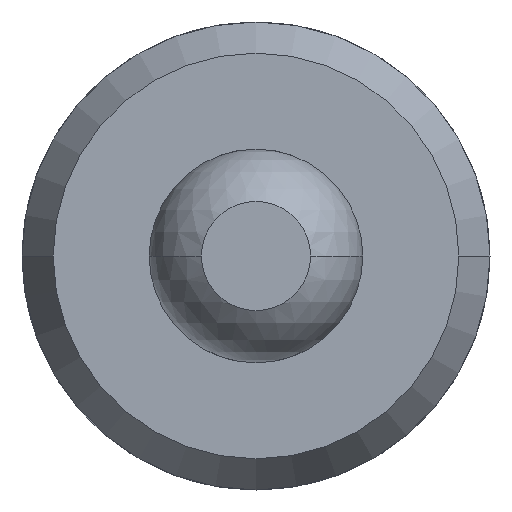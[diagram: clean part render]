
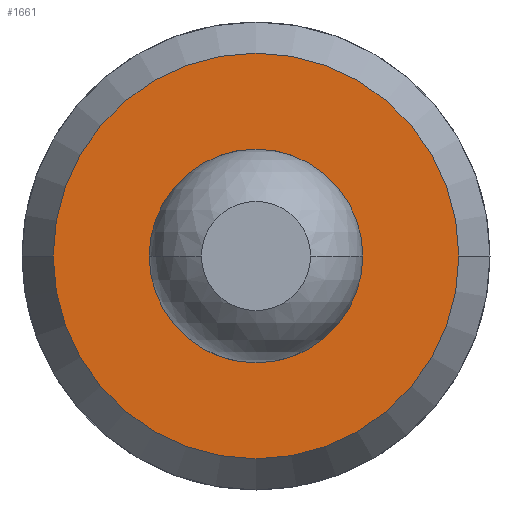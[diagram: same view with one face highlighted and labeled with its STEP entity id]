
A CAD part, front view. The second image highlights one B-rep face of the part: STEP entity #1661.
In plain terms, the highlighted planar face has unit normal (0, -1, 0).
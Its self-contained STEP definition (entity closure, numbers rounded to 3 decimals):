
#81 = DIRECTION ( 'NONE',  ( 0., 1., 0. ) ) ;
#290 = ORIENTED_EDGE ( 'NONE', *, *, #3627, .T. ) ;
#390 = AXIS2_PLACEMENT_3D ( 'NONE', #4761, #2085, #2963 ) ;
#640 = DIRECTION ( 'NONE',  ( 0., -1., 0. ) ) ;
#1027 = FACE_BOUND ( 'NONE', #1622, .T. ) ;
#1139 = AXIS2_PLACEMENT_3D ( 'NONE', #1515, #640, #1960 ) ;
#1169 = DIRECTION ( 'NONE',  ( -1., 0., 0. ) ) ;
#1200 = CIRCLE ( 'NONE', #5309, 0.45 ) ;
#1515 = CARTESIAN_POINT ( 'NONE',  ( 0., 6.4, 0. ) ) ;
#1622 = EDGE_LOOP ( 'NONE', ( #4572, #4251 ) ) ;
#1661 = ADVANCED_FACE ( 'Defeature ausgef�hrt1_33', ( #2000, #1027 ), #2850, .F. ) ;
#1916 = ORIENTED_EDGE ( 'NONE', *, *, #4837, .T. ) ;
#1959 = DIRECTION ( 'NONE',  ( -1., 0., 0. ) ) ;
#1960 = DIRECTION ( 'NONE',  ( -1., 0., 0. ) ) ;
#2000 = FACE_OUTER_BOUND ( 'NONE', #3198, .T. ) ;
#2085 = DIRECTION ( 'NONE',  ( 0., -1., 0. ) ) ;
#2153 = CARTESIAN_POINT ( 'NONE',  ( -1.3, 6.4, 0. ) ) ;
#2186 = VERTEX_POINT ( 'NONE', #5141 ) ;
#2621 = VERTEX_POINT ( 'NONE', #4236 ) ;
#2689 = DIRECTION ( 'NONE',  ( -1., 0., 0. ) ) ;
#2850 = PLANE ( 'NONE',  #3281 ) ;
#2963 = DIRECTION ( 'NONE',  ( -1., 0., 0. ) ) ;
#3198 = EDGE_LOOP ( 'NONE', ( #290, #1916 ) ) ;
#3281 = AXIS2_PLACEMENT_3D ( 'NONE', #4088, #4595, #1959 ) ;
#3331 = VERTEX_POINT ( 'NONE', #2153 ) ;
#3627 = EDGE_CURVE ( 'Defeature ausgef�hrt1_33+Defeature ausgef�hrt1_34+Defeature ausgef�hrt1_34+Defeature ausgef�hrt1_34', #3331, #5451, #5681, .T. ) ;
#3827 = DIRECTION ( 'NONE',  ( 0., 1., 0. ) ) ;
#3847 = CARTESIAN_POINT ( 'NONE',  ( 0., 6.4, 0. ) ) ;
#4029 = CIRCLE ( 'NONE', #5234, 0.45 ) ;
#4088 = CARTESIAN_POINT ( 'NONE',  ( 1.5, 6.4, 0. ) ) ;
#4160 = CARTESIAN_POINT ( 'NONE',  ( 1.3, 6.4, 0. ) ) ;
#4236 = CARTESIAN_POINT ( 'NONE',  ( -0.45, 6.4, 0. ) ) ;
#4251 = ORIENTED_EDGE ( 'NONE', *, *, #5024, .T. ) ;
#4527 = CARTESIAN_POINT ( 'NONE',  ( 0., 6.4, 0. ) ) ;
#4572 = ORIENTED_EDGE ( 'NONE', *, *, #4812, .T. ) ;
#4595 = DIRECTION ( 'NONE',  ( 0., 1., 0. ) ) ;
#4720 = CIRCLE ( 'NONE', #390, 1.3 ) ;
#4761 = CARTESIAN_POINT ( 'NONE',  ( 0., 6.4, 0. ) ) ;
#4812 = EDGE_CURVE ( 'Defeature ausgef�hrt1_33+Defeature ausgef�hrt1_6+Defeature ausgef�hrt1_6+Defeature ausgef�hrt1_6', #2186, #2621, #4029, .T. ) ;
#4837 = EDGE_CURVE ( 'Defeature ausgef�hrt1_33+Defeature ausgef�hrt1_34+Defeature ausgef�hrt1_34+Defeature ausgef�hrt1_34', #5451, #3331, #4720, .T. ) ;
#5024 = EDGE_CURVE ( 'Defeature ausgef�hrt1_33+Defeature ausgef�hrt1_6+Defeature ausgef�hrt1_6+Defeature ausgef�hrt1_6', #2621, #2186, #1200, .T. ) ;
#5141 = CARTESIAN_POINT ( 'NONE',  ( 0.45, 6.4, 0. ) ) ;
#5234 = AXIS2_PLACEMENT_3D ( 'NONE', #3847, #3827, #1169 ) ;
#5309 = AXIS2_PLACEMENT_3D ( 'NONE', #4527, #81, #2689 ) ;
#5451 = VERTEX_POINT ( 'NONE', #4160 ) ;
#5681 = CIRCLE ( 'NONE', #1139, 1.3 ) ;
